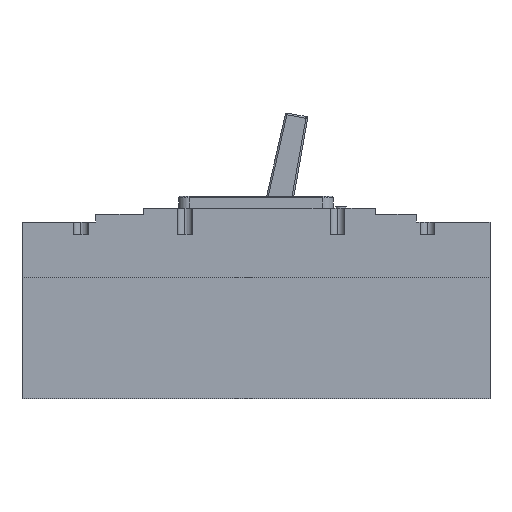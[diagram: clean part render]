
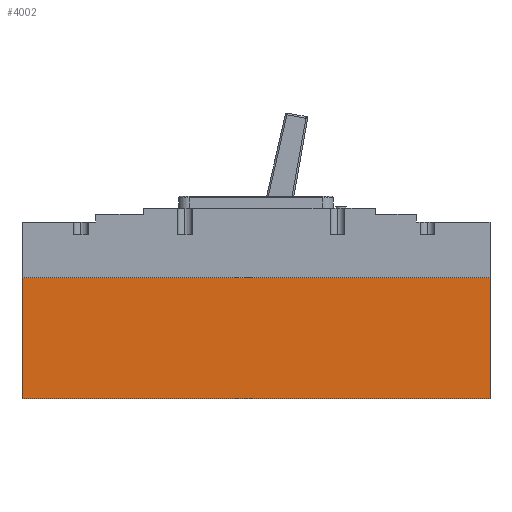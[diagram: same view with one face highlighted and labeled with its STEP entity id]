
A CAD part, left-side view. The second image highlights one B-rep face of the part: STEP entity #4002.
In plain terms, the highlighted planar face has unit normal (-1, 0, 0).
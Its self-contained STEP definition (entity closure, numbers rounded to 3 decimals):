
#338 = FACE_OUTER_BOUND ( 'NONE', #634, .T. ) ;
#483 = LINE ( 'NONE', #4645, #4980 ) ;
#612 = CARTESIAN_POINT ( 'NONE',  ( -91., 135., 0. ) ) ;
#634 = EDGE_LOOP ( 'NONE', ( #2091, #1880, #10160, #3618 ) ) ;
#1095 = DIRECTION ( 'NONE',  ( 0., -1., 0. ) ) ;
#1873 = CARTESIAN_POINT ( 'NONE',  ( -91., -135., 0. ) ) ;
#1880 = ORIENTED_EDGE ( 'NONE', *, *, #6959, .T. ) ;
#2091 = ORIENTED_EDGE ( 'NONE', *, *, #8434, .F. ) ;
#2127 = CARTESIAN_POINT ( 'NONE',  ( -91., -135., 0. ) ) ;
#2659 = VERTEX_POINT ( 'NONE', #3657 ) ;
#3618 = ORIENTED_EDGE ( 'NONE', *, *, #9619, .T. ) ;
#3657 = CARTESIAN_POINT ( 'NONE',  ( -91., 135., 70. ) ) ;
#3727 = PLANE ( 'NONE',  #9766 ) ;
#4002 = ADVANCED_FACE ( 'NONE', ( #338 ), #3727, .F. ) ;
#4122 = VECTOR ( 'NONE', #10790, 1000. ) ;
#4463 = LINE ( 'NONE', #10138, #4572 ) ;
#4572 = VECTOR ( 'NONE', #5341, 1000. ) ;
#4617 = CARTESIAN_POINT ( 'NONE',  ( -91., -135., 102. ) ) ;
#4645 = CARTESIAN_POINT ( 'NONE',  ( -91., -135., 70. ) ) ;
#4980 = VECTOR ( 'NONE', #7287, 1000. ) ;
#5341 = DIRECTION ( 'NONE',  ( 0., 0., -1. ) ) ;
#5467 = LINE ( 'NONE', #1873, #5611 ) ;
#5611 = VECTOR ( 'NONE', #1095, 1000. ) ;
#6235 = VERTEX_POINT ( 'NONE', #2127 ) ;
#6350 = VERTEX_POINT ( 'NONE', #612 ) ;
#6432 = LINE ( 'NONE', #8234, #4122 ) ;
#6959 = EDGE_CURVE ( 'NONE', #9955, #2659, #483, .T. ) ;
#7287 = DIRECTION ( 'NONE',  ( 0., 1., 0. ) ) ;
#7993 = EDGE_CURVE ( 'NONE', #2659, #6350, #6432, .T. ) ;
#8033 = DIRECTION ( 'NONE',  ( 0., 0., -1. ) ) ;
#8234 = CARTESIAN_POINT ( 'NONE',  ( -91., 135., 102. ) ) ;
#8434 = EDGE_CURVE ( 'NONE', #9955, #6235, #4463, .T. ) ;
#9619 = EDGE_CURVE ( 'NONE', #6350, #6235, #5467, .T. ) ;
#9766 = AXIS2_PLACEMENT_3D ( 'NONE', #4617, #10410, #8033 ) ;
#9955 = VERTEX_POINT ( 'NONE', #10375 ) ;
#10138 = CARTESIAN_POINT ( 'NONE',  ( -91., -135., 102. ) ) ;
#10160 = ORIENTED_EDGE ( 'NONE', *, *, #7993, .T. ) ;
#10375 = CARTESIAN_POINT ( 'NONE',  ( -91., -135., 70. ) ) ;
#10410 = DIRECTION ( 'NONE',  ( 1., 0., 0. ) ) ;
#10790 = DIRECTION ( 'NONE',  ( 0., 0., -1. ) ) ;
